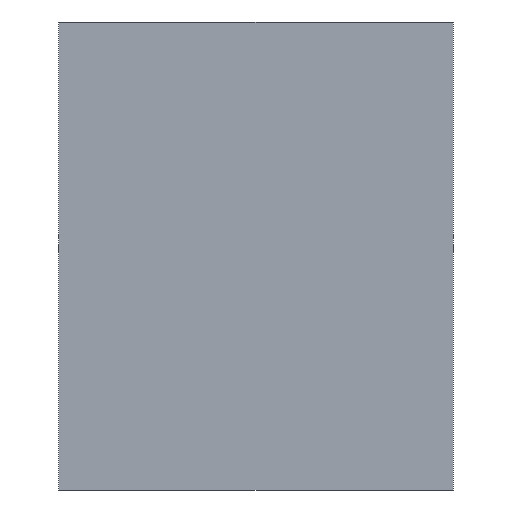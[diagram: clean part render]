
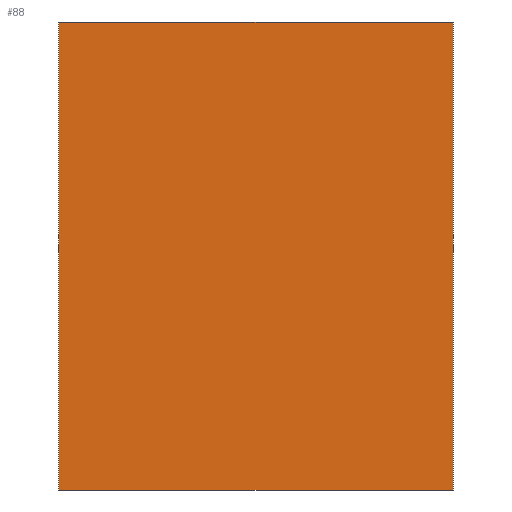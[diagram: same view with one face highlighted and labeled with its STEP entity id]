
A CAD part, front view. The second image highlights one B-rep face of the part: STEP entity #88.
In plain terms, the highlighted planar face has unit normal (0, -1, 0).
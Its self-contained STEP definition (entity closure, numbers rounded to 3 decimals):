
#10 = VECTOR ( 'NONE', #191, 1000. ) ;
#15 = FACE_OUTER_BOUND ( 'NONE', #109, .T. ) ;
#17 = LINE ( 'NONE', #257, #85 ) ;
#28 = ORIENTED_EDGE ( 'NONE', *, *, #55, .F. ) ;
#30 = AXIS2_PLACEMENT_3D ( 'NONE', #247, #96, #56 ) ;
#39 = EDGE_CURVE ( 'NONE', #101, #276, #195, .T. ) ;
#55 = EDGE_CURVE ( 'NONE', #278, #101, #155, .T. ) ;
#56 = DIRECTION ( 'NONE',  ( 0., 0., 1. ) ) ;
#82 = LINE ( 'NONE', #285, #10 ) ;
#85 = VECTOR ( 'NONE', #258, 1000. ) ;
#88 = ADVANCED_FACE ( 'NONE', ( #15 ), #163, .F. ) ;
#90 = CARTESIAN_POINT ( 'NONE',  ( -35.26, 0., -41.874 ) ) ;
#92 = DIRECTION ( 'NONE',  ( -1., 0., 0. ) ) ;
#94 = CARTESIAN_POINT ( 'NONE',  ( -35.26, 0., -41.874 ) ) ;
#96 = DIRECTION ( 'NONE',  ( 0., 1., 0. ) ) ;
#101 = VERTEX_POINT ( 'NONE', #94 ) ;
#109 = EDGE_LOOP ( 'NONE', ( #143, #28, #204, #193 ) ) ;
#114 = CARTESIAN_POINT ( 'NONE',  ( 35.26, 0., 41.874 ) ) ;
#119 = VERTEX_POINT ( 'NONE', #114 ) ;
#128 = VECTOR ( 'NONE', #92, 1000. ) ;
#143 = ORIENTED_EDGE ( 'NONE', *, *, #39, .F. ) ;
#155 = LINE ( 'NONE', #157, #128 ) ;
#157 = CARTESIAN_POINT ( 'NONE',  ( -35.26, 0., -41.874 ) ) ;
#163 = PLANE ( 'NONE',  #30 ) ;
#169 = CARTESIAN_POINT ( 'NONE',  ( 35.26, 0., -41.874 ) ) ;
#191 = DIRECTION ( 'NONE',  ( 1., 0., 0. ) ) ;
#193 = ORIENTED_EDGE ( 'NONE', *, *, #219, .F. ) ;
#195 = LINE ( 'NONE', #90, #284 ) ;
#204 = ORIENTED_EDGE ( 'NONE', *, *, #281, .F. ) ;
#219 = EDGE_CURVE ( 'NONE', #276, #119, #82, .T. ) ;
#247 = CARTESIAN_POINT ( 'NONE',  ( 0., 0., 0. ) ) ;
#256 = CARTESIAN_POINT ( 'NONE',  ( -35.26, 0., 41.874 ) ) ;
#257 = CARTESIAN_POINT ( 'NONE',  ( 35.26, 0., -41.874 ) ) ;
#258 = DIRECTION ( 'NONE',  ( 0., 0., -1. ) ) ;
#267 = DIRECTION ( 'NONE',  ( 0., 0., 1. ) ) ;
#276 = VERTEX_POINT ( 'NONE', #256 ) ;
#278 = VERTEX_POINT ( 'NONE', #169 ) ;
#281 = EDGE_CURVE ( 'NONE', #119, #278, #17, .T. ) ;
#284 = VECTOR ( 'NONE', #267, 1000. ) ;
#285 = CARTESIAN_POINT ( 'NONE',  ( -35.26, 0., 41.874 ) ) ;
